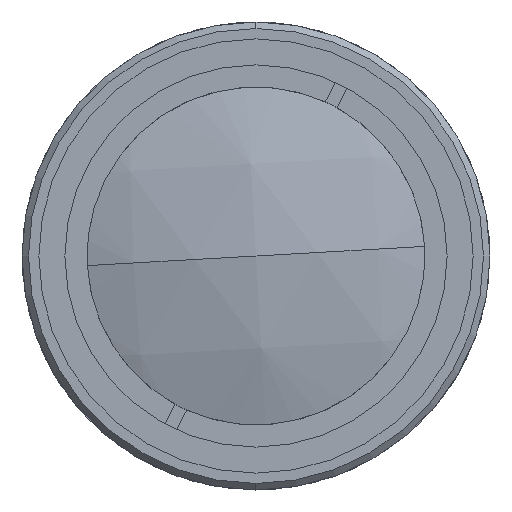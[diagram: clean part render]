
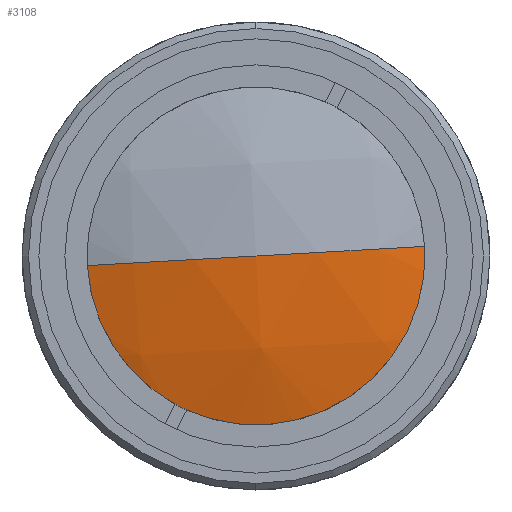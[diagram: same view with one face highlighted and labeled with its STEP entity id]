
A CAD part, left-side view. The second image highlights one B-rep face of the part: STEP entity #3108.
In plain terms, the highlighted spherical face has radius 43.203 mm.
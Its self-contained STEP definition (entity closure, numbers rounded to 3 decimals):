
#149 = DIRECTION ( 'NONE',  ( 0., 0.057, 0.998 ) ) ;
#650 = AXIS2_PLACEMENT_3D ( 'NONE', #4272, #776, #4319 ) ;
#735 = FACE_OUTER_BOUND ( 'NONE', #1403, .T. ) ;
#776 = DIRECTION ( 'NONE',  ( 0., -0.057, -0.998 ) ) ;
#793 = DIRECTION ( 'NONE',  ( -1., 0., 0. ) ) ;
#1134 = ORIENTED_EDGE ( 'NONE', *, *, #4504, .T. ) ;
#1140 = ORIENTED_EDGE ( 'NONE', *, *, #2818, .T. ) ;
#1188 = CARTESIAN_POINT ( 'NONE',  ( 52.203, 0., 0. ) ) ;
#1403 = EDGE_LOOP ( 'NONE', ( #1140, #1134, #4396 ) ) ;
#1902 = DIRECTION ( 'NONE',  ( 0., -0.998, 0.057 ) ) ;
#2283 = AXIS2_PLACEMENT_3D ( 'NONE', #4279, #3562, #3884 ) ;
#2487 = SPHERICAL_SURFACE ( 'NONE', #2283, 43.203 ) ;
#2610 = DIRECTION ( 'NONE',  ( 0., 0.057, 0.998 ) ) ;
#2623 = VERTEX_POINT ( 'NONE', #3480 ) ;
#2772 = CARTESIAN_POINT ( 'NONE',  ( 11.331, 13.977, -0.794 ) ) ;
#2791 = CIRCLE ( 'NONE', #650, 43.203 ) ;
#2818 = EDGE_CURVE ( 'NONE', #4117, #2623, #4113, .T. ) ;
#2878 = CARTESIAN_POINT ( 'NONE',  ( 9., 0., 0. ) ) ;
#3020 = CIRCLE ( 'NONE', #3314, 43.203 ) ;
#3061 = VERTEX_POINT ( 'NONE', #2878 ) ;
#3108 = ADVANCED_FACE ( 'NONE', ( #735 ), #2487, .T. ) ;
#3314 = AXIS2_PLACEMENT_3D ( 'NONE', #1188, #149, #1902 ) ;
#3480 = CARTESIAN_POINT ( 'NONE',  ( 11.331, -13.977, 0.794 ) ) ;
#3537 = EDGE_CURVE ( 'NONE', #4117, #3061, #3020, .T. ) ;
#3562 = DIRECTION ( 'NONE',  ( 0., -0.057, -0.998 ) ) ;
#3884 = DIRECTION ( 'NONE',  ( 0., 0.998, -0.057 ) ) ;
#3942 = CARTESIAN_POINT ( 'NONE',  ( 11.331, 0., 0. ) ) ;
#4113 = CIRCLE ( 'NONE', #4410, 14. ) ;
#4117 = VERTEX_POINT ( 'NONE', #2772 ) ;
#4272 = CARTESIAN_POINT ( 'NONE',  ( 52.203, 0., 0. ) ) ;
#4279 = CARTESIAN_POINT ( 'NONE',  ( 52.203, 0., 0. ) ) ;
#4319 = DIRECTION ( 'NONE',  ( 0., 0.998, -0.057 ) ) ;
#4396 = ORIENTED_EDGE ( 'NONE', *, *, #3537, .F. ) ;
#4410 = AXIS2_PLACEMENT_3D ( 'NONE', #3942, #793, #2610 ) ;
#4504 = EDGE_CURVE ( 'NONE', #2623, #3061, #2791, .T. ) ;
